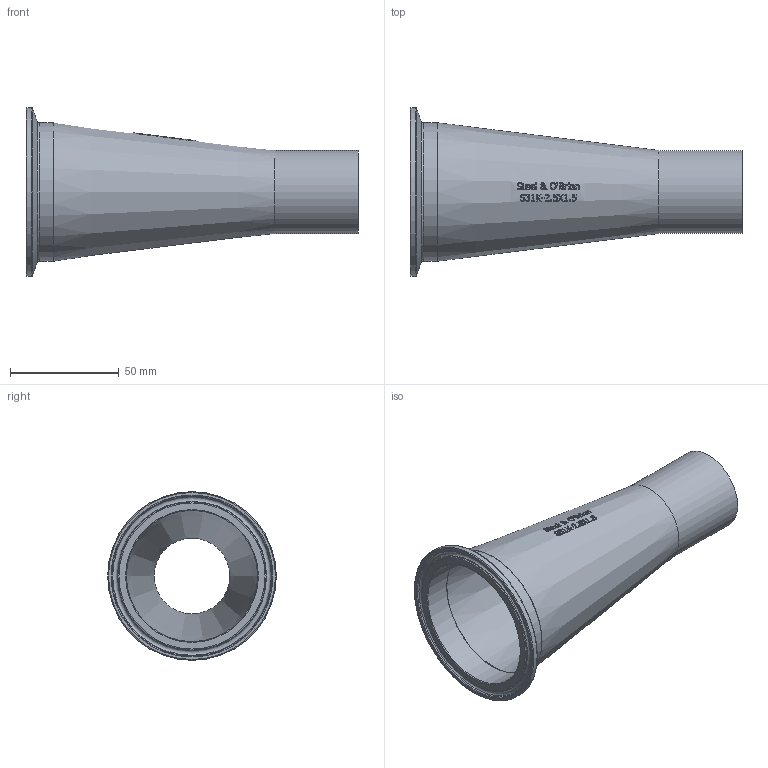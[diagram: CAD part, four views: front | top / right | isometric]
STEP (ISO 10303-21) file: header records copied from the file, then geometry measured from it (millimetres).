
FILE_DESCRIPTION(/* description */ (''),/* implementation_level */ '2;1');
FILE_NAME(/* name */ 'S31K-25X15.stp',/* time_stamp */ '2018-12-03T09:57:47-05:00',/* author */ ('rick'),/* organization */ (''),/* preprocessor_version */ 'ST-DEVELOPER v15.2',/* originating_system */ 'Autodesk Inventor 2014',/* authorisation */ '');
FILE_SCHEMA (('AUTOMOTIVE_DESIGN { 1 0 10303 214 3 1 1 }'));
Length unit declared in the file: inch
Products named in the file (1): S31K-25X15
Bounding box: 152.4 x 77.39 x 77.39 mm (x, y, z)
Volume: 42665.7 mm3; surface area: 48924.1 mm2
Topology: 1 solids, 1 shells, 419 faces, 1128 edges, 748 vertices
Faces by surface type: bspline 193, plane 173, cone 39, torus 9, cylinder 5
Full cylindrical faces by diameter (mm): 34.798 x1, 38.1 x1, 60.198 x1, 63.5 x1, 77.394 x1
Entity records: 16557 total; most frequent: CARTESIAN_POINT 7196, ORIENTED_EDGE 2214, DIRECTION 1375, EDGE_CURVE 1107, VERTEX_POINT 746, LINE 513, VECTOR 513, EDGE_LOOP 477
